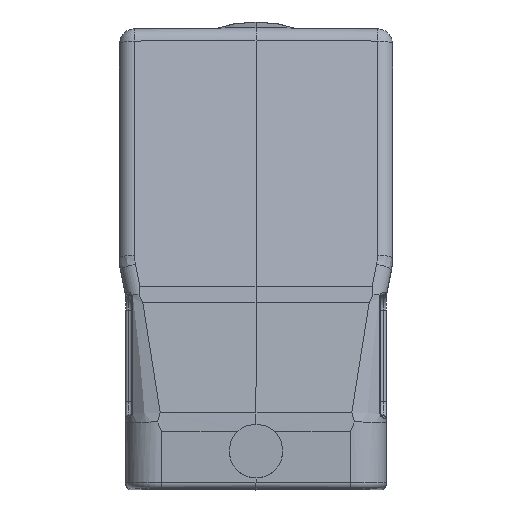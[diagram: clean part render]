
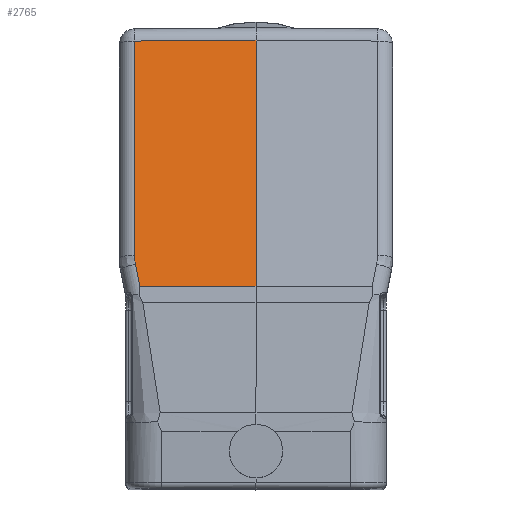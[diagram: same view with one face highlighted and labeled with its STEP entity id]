
A CAD part, top view. The second image highlights one B-rep face of the part: STEP entity #2765.
In plain terms, the highlighted planar face has unit normal (-0.009, 0.19, 0.982).
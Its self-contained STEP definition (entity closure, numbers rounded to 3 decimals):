
#748=PLANE('',#12023);
#1300=LINE('',#19617,#2072);
#1317=LINE('',#19757,#2089);
#1345=LINE('',#20546,#2117);
#1348=LINE('',#20574,#2120);
#1350=LINE('',#20582,#2122);
#2072=VECTOR('',#13937,1.);
#2089=VECTOR('',#14006,1.);
#2117=VECTOR('',#14154,1.);
#2120=VECTOR('',#14161,1.);
#2122=VECTOR('',#14165,1.);
#2765=ADVANCED_FACE('',(#3454),#748,.T.);
#3454=FACE_OUTER_BOUND('',#4172,.T.);
#4172=EDGE_LOOP('',(#6923,#6924,#6925,#6926,#6927,#6928));
#4682=B_SPLINE_CURVE_WITH_KNOTS('',3,(#19734,#19735,#19736,#19737),
 .UNSPECIFIED.,.F.,.F.,(4,4),(0.,1.),.UNSPECIFIED.);
#6923=ORIENTED_EDGE('',*,*,#10410,.F.);
#6924=ORIENTED_EDGE('',*,*,#10266,.F.);
#6925=ORIENTED_EDGE('',*,*,#10304,.T.);
#6926=ORIENTED_EDGE('',*,*,#10301,.F.);
#6927=ORIENTED_EDGE('',*,*,#10400,.F.);
#6928=ORIENTED_EDGE('',*,*,#10407,.F.);
#8936=VERTEX_POINT('',#19616);
#8937=VERTEX_POINT('',#19618);
#8956=VERTEX_POINT('',#19733);
#8957=VERTEX_POINT('',#19738);
#9009=VERTEX_POINT('',#20544);
#9012=VERTEX_POINT('',#20559);
#10266=EDGE_CURVE('',#8936,#8937,#1300,.T.);
#10301=EDGE_CURVE('',#8956,#8957,#4682,.T.);
#10304=EDGE_CURVE('',#8936,#8957,#1317,.T.);
#10400=EDGE_CURVE('',#9009,#8956,#1345,.T.);
#10407=EDGE_CURVE('',#9012,#9009,#1348,.T.);
#10410=EDGE_CURVE('',#8937,#9012,#1350,.T.);
#12023=AXIS2_PLACEMENT_3D('',#20583,#14166,#14167);
#13937=DIRECTION('',(1.,0.009,0.007));
#14006=DIRECTION('',(0.,-0.982,0.19));
#14154=DIRECTION('',(-0.193,0.963,-0.188));
#14161=DIRECTION('',(-1.,0.,-0.009));
#14165=DIRECTION('',(0.,-0.982,0.19));
#14166=DIRECTION('',(-0.009,0.19,0.982));
#14167=DIRECTION('',(0.,-0.982,0.19));
#19616=CARTESIAN_POINT('',(-20.022,19.215,49.747));
#19617=CARTESIAN_POINT('',(-20.022,19.215,49.747));
#19618=CARTESIAN_POINT('',(0.,19.39,49.891));
#19733=CARTESIAN_POINT('',(-19.876,-17.591,56.859));
#19734=CARTESIAN_POINT('',(-19.876,-17.591,56.859));
#19735=CARTESIAN_POINT('',(-19.973,-17.107,56.764));
#19736=CARTESIAN_POINT('',(-20.022,-16.614,56.669));
#19737=CARTESIAN_POINT('',(-20.022,-16.12,56.573));
#19738=CARTESIAN_POINT('',(-20.022,-16.12,56.573));
#19757=CARTESIAN_POINT('',(-20.022,19.215,49.747));
#20544=CARTESIAN_POINT('',(-19.146,-21.241,57.57));
#20546=CARTESIAN_POINT('',(-19.146,-21.241,57.57));
#20559=CARTESIAN_POINT('',(0.,-21.241,57.74));
#20574=CARTESIAN_POINT('',(0.,-21.241,57.74));
#20582=CARTESIAN_POINT('',(0.,19.39,49.891));
#20583=CARTESIAN_POINT('',(0.,-22.585,58.));
